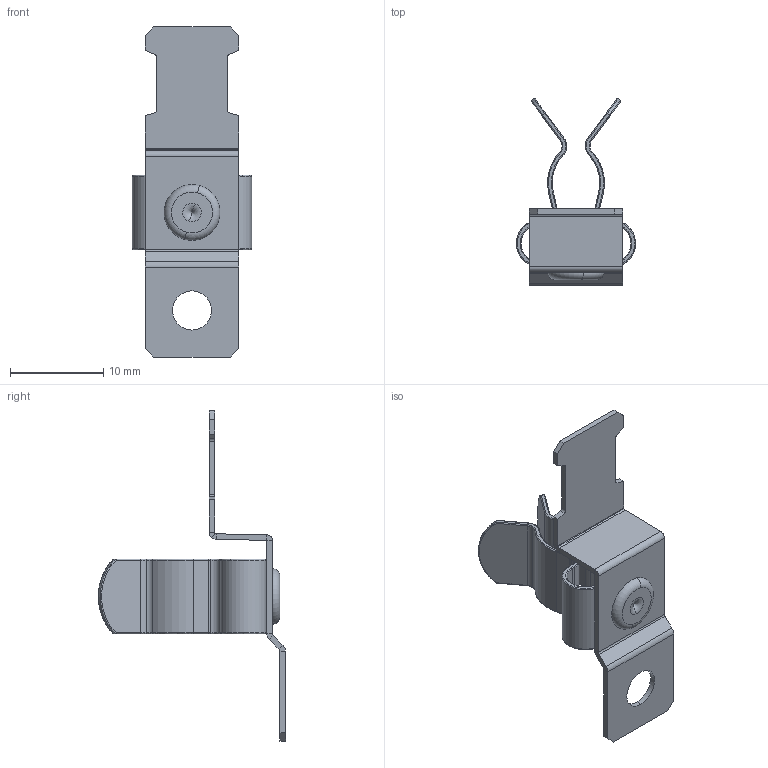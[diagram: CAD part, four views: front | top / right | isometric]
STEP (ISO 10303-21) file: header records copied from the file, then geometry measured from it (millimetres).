
FILE_DESCRIPTION (( 'STEP AP214' ), '1' );
FILE_NAME ('1022-203.STEP', '2024-01-04T14:08:11', ( '' ), ( '' ), 'SwSTEP 2.0', 'SolidWorks 2022', '' );
FILE_SCHEMA (( 'AUTOMOTIVE_DESIGN' ));
Length unit declared in the file: millimetre
Products named in the file (4): 1022-064.; 1010-003. (2); 1022-203; 3x1,5_1mm Blechstärke
Assembly tree (3 placements, depth 2):
  1022-203
    3x1,5_1mm Blechstärke
    1022-064.
    1010-003. (2)
Bounding box: 12.8 x 20.06 x 35.4 mm (x, y, z)
Volume: 486.2 mm3; surface area: 1856.6 mm2
Topology: 3 solids, 3 shells, 314 faces, 755 edges, 458 vertices
Faces by surface type: plane 132, bspline 90, cylinder 86, torus 4, sphere 2
Entity records: 11696 total; most frequent: CARTESIAN_POINT 4525, ORIENTED_EDGE 1506, DIRECTION 1333, EDGE_CURVE 753, VERTEX_POINT 458, AXIS2_PLACEMENT_3D 456, LINE 421, VECTOR 421
